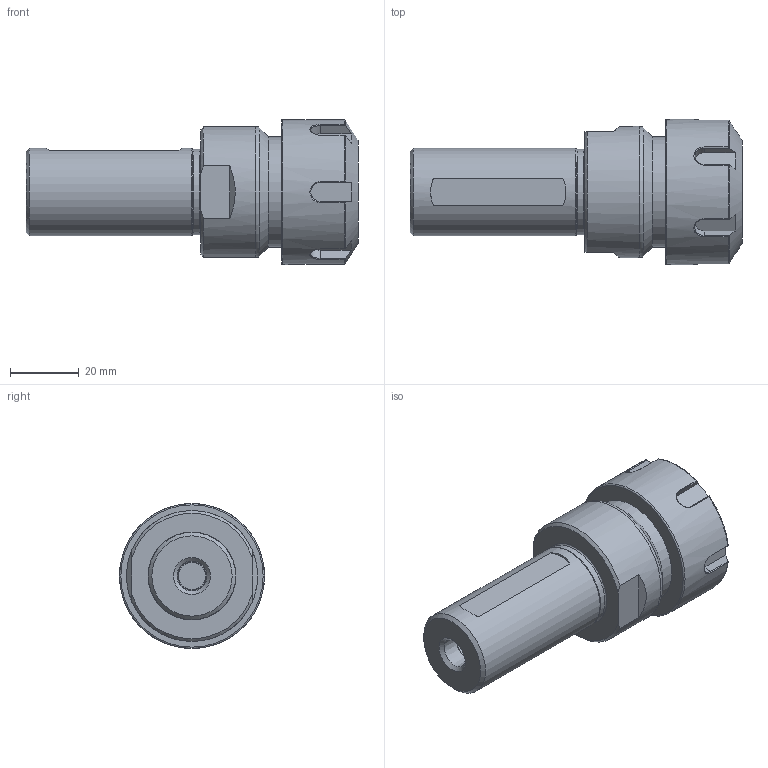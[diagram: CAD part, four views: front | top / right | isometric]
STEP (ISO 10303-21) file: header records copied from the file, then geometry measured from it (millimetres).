
FILE_DESCRIPTION(/* description */ (''),/* implementation_level */ '2;1');
FILE_NAME(/* name */ 'C1.0-ER25-2.0F-REV1.stp',/* time_stamp */ '2016-10-14T21:10:52-05:00',/* author */ ('Me'),/* organization */ (''),/* preprocessor_version */ 'ST-DEVELOPER v15.6',/* originating_system */ 'Autodesk Inventor 2015',/* authorisation */ '');
FILE_SCHEMA (('AUTOMOTIVE_DESIGN { 1 0 10303 214 3 1 1 }'));
Length unit declared in the file: inch
Products named in the file (1): C1.0-ER25-2.0F-REV1
Bounding box: 96.52 x 42.16 x 42.16 mm (x, y, z)
Volume: 76137.9 mm3; surface area: 14087 mm2
Topology: 1 solids, 1 shells, 79 faces, 198 edges, 126 vertices
Faces by surface type: plane 41, cylinder 14, torus 10, cone 8, bspline 6
Full cylindrical faces by diameter (mm): 7.95 x1, 24.765 x1, 25.4 x1, 32 x1, 38.1 x1, 42.164 x1
Entity records: 2925 total; most frequent: CARTESIAN_POINT 1157, ORIENTED_EDGE 354, DIRECTION 308, EDGE_CURVE 177, VERTEX_POINT 121, AXIS2_PLACEMENT_3D 119, EDGE_LOOP 100, FACE_OUTER_BOUND 79
